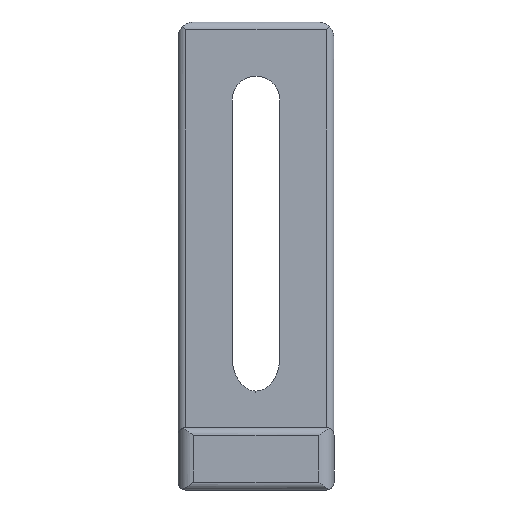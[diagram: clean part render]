
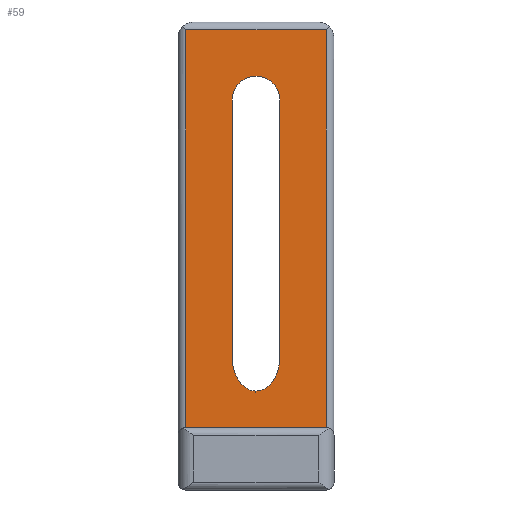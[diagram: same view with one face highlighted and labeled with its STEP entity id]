
A CAD part, front view. The second image highlights one B-rep face of the part: STEP entity #59.
In plain terms, the highlighted planar face has unit normal (0, -1, 0).
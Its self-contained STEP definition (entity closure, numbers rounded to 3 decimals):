
#28 = CARTESIAN_POINT ( 'NONE',  ( -1.787, -8., 12.687 ) ) ;
#29 =( BOUNDED_CURVE ( )  B_SPLINE_CURVE ( 3, ( #1129, #125, #534, #833 ),
 .UNSPECIFIED., .F., .F. ) 
 B_SPLINE_CURVE_WITH_KNOTS ( ( 4, 4 ),
 ( 1.571, 3.142 ),
 .UNSPECIFIED. ) 
 CURVE ( )  GEOMETRIC_REPRESENTATION_ITEM ( )  RATIONAL_B_SPLINE_CURVE ( ( 1., 0.805, 0.805, 1. ) ) 
 REPRESENTATION_ITEM ( '' )  );
#30 = EDGE_CURVE ( 'NONE', #664, #668, #728, .T. ) ;
#32 = CARTESIAN_POINT ( 'NONE',  ( 0., -8., 34. ) ) ;
#59 = ADVANCED_FACE ( 'NONE', ( #761, #457 ), #241, .T. ) ;
#71 = CARTESIAN_POINT ( 'NONE',  ( 3.05, -8., 17. ) ) ;
#76 = EDGE_CURVE ( 'NONE', #1162, #734, #636, .T. ) ;
#83 = VECTOR ( 'NONE', #851, 1000. ) ;
#102 = CARTESIAN_POINT ( 'NONE',  ( 9., -8., 34. ) ) ;
#112 = ORIENTED_EDGE ( 'NONE', *, *, #458, .T. ) ;
#120 = EDGE_CURVE ( 'NONE', #944, #664, #1130, .T. ) ;
#125 = CARTESIAN_POINT ( 'NONE',  ( 3.05, -8., 14.473 ) ) ;
#133 = CARTESIAN_POINT ( 'NONE',  ( -3.05, -8., 17. ) ) ;
#136 = DIRECTION ( 'NONE',  ( 0., -1., 0. ) ) ;
#141 = EDGE_LOOP ( 'NONE', ( #605, #995, #112, #1023 ) ) ;
#156 = ORIENTED_EDGE ( 'NONE', *, *, #76, .T. ) ;
#178 = EDGE_CURVE ( 'NONE', #1215, #1275, #1053, .T. ) ;
#186 = VECTOR ( 'NONE', #1231, 1000. ) ;
#201 = CARTESIAN_POINT ( 'NONE',  ( 0., -8., 8. ) ) ;
#241 = PLANE ( 'NONE',  #392 ) ;
#247 = CARTESIAN_POINT ( 'NONE',  ( 0., -8., 59. ) ) ;
#250 = CARTESIAN_POINT ( 'NONE',  ( 0., -8., 12.687 ) ) ;
#337 = DIRECTION ( 'NONE',  ( 1., 0., 0. ) ) ;
#353 = DIRECTION ( 'NONE',  ( 1., 0., 0. ) ) ;
#392 = AXIS2_PLACEMENT_3D ( 'NONE', #32, #136, #337 ) ;
#397 = VERTEX_POINT ( 'NONE', #71 ) ;
#406 = EDGE_CURVE ( 'NONE', #796, #668, #666, .T. ) ;
#425 = DIRECTION ( 'NONE',  ( 0., 0., 1. ) ) ;
#457 = FACE_OUTER_BOUND ( 'NONE', #141, .T. ) ;
#458 = EDGE_CURVE ( 'NONE', #796, #944, #1092, .T. ) ;
#534 = CARTESIAN_POINT ( 'NONE',  ( 1.787, -8., 12.687 ) ) ;
#550 = LINE ( 'NONE', #982, #1075 ) ;
#554 = ORIENTED_EDGE ( 'NONE', *, *, #848, .T. ) ;
#605 = ORIENTED_EDGE ( 'NONE', *, *, #30, .T. ) ;
#636 =( BOUNDED_CURVE ( )  B_SPLINE_CURVE ( 3, ( #250, #28, #743, #133 ),
 .UNSPECIFIED., .F., .T. ) 
 B_SPLINE_CURVE_WITH_KNOTS ( ( 4, 4 ),
 ( 3.142, 4.712 ),
 .UNSPECIFIED. ) 
 CURVE ( )  GEOMETRIC_REPRESENTATION_ITEM ( )  RATIONAL_B_SPLINE_CURVE ( ( 1., 0.805, 0.805, 1. ) ) 
 REPRESENTATION_ITEM ( '' )  );
#648 = CARTESIAN_POINT ( 'NONE',  ( -9., -8., 59. ) ) ;
#664 = VERTEX_POINT ( 'NONE', #648 ) ;
#666 = LINE ( 'NONE', #201, #808 ) ;
#668 = VERTEX_POINT ( 'NONE', #1054 ) ;
#703 = DIRECTION ( 'NONE',  ( -1., 0., 0. ) ) ;
#718 = ORIENTED_EDGE ( 'NONE', *, *, #178, .T. ) ;
#720 = CARTESIAN_POINT ( 'NONE',  ( -3.05, -8., 50. ) ) ;
#728 = LINE ( 'NONE', #834, #186 ) ;
#734 = VERTEX_POINT ( 'NONE', #1171 ) ;
#740 = ORIENTED_EDGE ( 'NONE', *, *, #1291, .T. ) ;
#743 = CARTESIAN_POINT ( 'NONE',  ( -3.05, -8., 14.473 ) ) ;
#757 = CARTESIAN_POINT ( 'NONE',  ( 0., -8., 50. ) ) ;
#761 = FACE_BOUND ( 'NONE', #996, .T. ) ;
#796 = VERTEX_POINT ( 'NONE', #892 ) ;
#808 = VECTOR ( 'NONE', #703, 1000. ) ;
#809 = ORIENTED_EDGE ( 'NONE', *, *, #1082, .T. ) ;
#833 = CARTESIAN_POINT ( 'NONE',  ( 0., -8., 12.687 ) ) ;
#834 = CARTESIAN_POINT ( 'NONE',  ( -9., -8., 34. ) ) ;
#848 = EDGE_CURVE ( 'NONE', #734, #1215, #1224, .T. ) ;
#851 = DIRECTION ( 'NONE',  ( -1., 0., 0. ) ) ;
#892 = CARTESIAN_POINT ( 'NONE',  ( 9., -8., 8. ) ) ;
#894 = CARTESIAN_POINT ( 'NONE',  ( 0., -8., 12.687 ) ) ;
#944 = VERTEX_POINT ( 'NONE', #1260 ) ;
#951 = DIRECTION ( 'NONE',  ( 0., 1., 0. ) ) ;
#982 = CARTESIAN_POINT ( 'NONE',  ( 3.05, -8., 34. ) ) ;
#992 = DIRECTION ( 'NONE',  ( 0., 0., -1. ) ) ;
#995 = ORIENTED_EDGE ( 'NONE', *, *, #406, .F. ) ;
#996 = EDGE_LOOP ( 'NONE', ( #718, #809, #740, #156, #554 ) ) ;
#1023 = ORIENTED_EDGE ( 'NONE', *, *, #120, .T. ) ;
#1053 = CIRCLE ( 'NONE', #1107, 3.05 ) ;
#1054 = CARTESIAN_POINT ( 'NONE',  ( -9., -8., 8. ) ) ;
#1073 = CARTESIAN_POINT ( 'NONE',  ( -3.05, -8., 34. ) ) ;
#1075 = VECTOR ( 'NONE', #992, 1000. ) ;
#1082 = EDGE_CURVE ( 'NONE', #1275, #397, #550, .T. ) ;
#1092 = LINE ( 'NONE', #102, #1209 ) ;
#1107 = AXIS2_PLACEMENT_3D ( 'NONE', #757, #951, #353 ) ;
#1129 = CARTESIAN_POINT ( 'NONE',  ( 3.05, -8., 17. ) ) ;
#1130 = LINE ( 'NONE', #247, #83 ) ;
#1162 = VERTEX_POINT ( 'NONE', #894 ) ;
#1171 = CARTESIAN_POINT ( 'NONE',  ( -3.05, -8., 17. ) ) ;
#1190 = VECTOR ( 'NONE', #425, 1000. ) ;
#1209 = VECTOR ( 'NONE', #1297, 1000. ) ;
#1215 = VERTEX_POINT ( 'NONE', #720 ) ;
#1224 = LINE ( 'NONE', #1073, #1190 ) ;
#1231 = DIRECTION ( 'NONE',  ( 0., 0., -1. ) ) ;
#1235 = CARTESIAN_POINT ( 'NONE',  ( 3.05, -8., 50. ) ) ;
#1260 = CARTESIAN_POINT ( 'NONE',  ( 9., -8., 59. ) ) ;
#1275 = VERTEX_POINT ( 'NONE', #1235 ) ;
#1291 = EDGE_CURVE ( 'NONE', #397, #1162, #29, .T. ) ;
#1297 = DIRECTION ( 'NONE',  ( 0., 0., 1. ) ) ;
